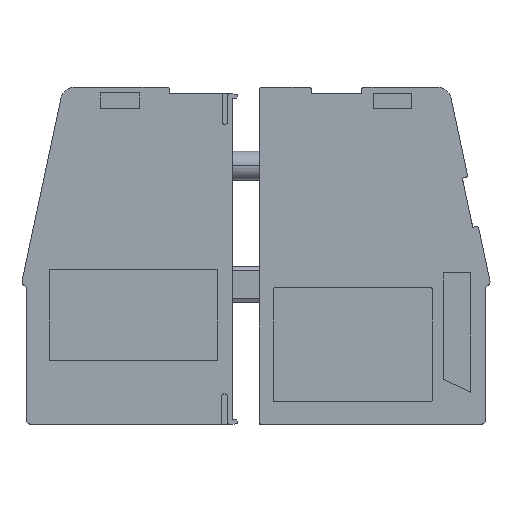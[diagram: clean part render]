
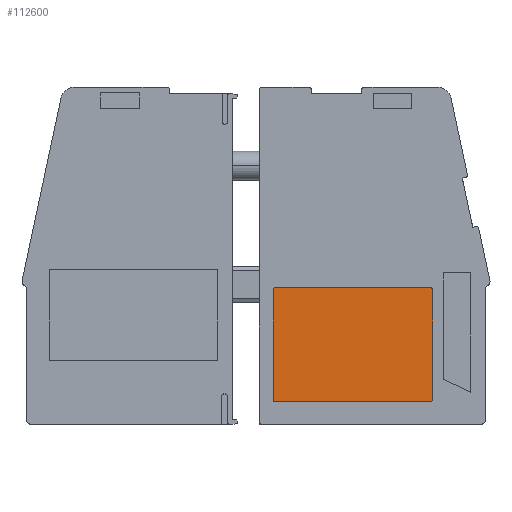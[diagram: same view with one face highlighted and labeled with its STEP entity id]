
A CAD part, left-side view. The second image highlights one B-rep face of the part: STEP entity #112600.
In plain terms, the highlighted face is planar.
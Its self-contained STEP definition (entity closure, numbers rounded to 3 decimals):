
#91140=CARTESIAN_POINT('',(-46.5,-5.5,-1.47));
#91150=VERTEX_POINT('',#91140);
#91180=CARTESIAN_POINT('',(-46.,-5.5,-1.47));
#91190=DIRECTION('',(0.,0.,1.));
#91200=DIRECTION('',(1.,0.,0.));
#91210=AXIS2_PLACEMENT_3D('',#91180,#91190,#91200);
#91220=CIRCLE('',#91210,0.5);
#91230=CARTESIAN_POINT('',(-46.,-5.,-1.47));
#91240=VERTEX_POINT('',#91230);
#91250=EDGE_CURVE('',#91240,#91150,#91220,.T.);
#94830=CARTESIAN_POINT('',(-12.,-5.5,-1.47));
#94840=DIRECTION('',(0.,0.,-1.));
#94850=DIRECTION('',(-1.,0.,0.));
#94860=AXIS2_PLACEMENT_3D('',#94830,#94840,#94850);
#94870=CIRCLE('',#94860,0.5);
#94880=CARTESIAN_POINT('',(-12.,-5.,-1.47));
#94890=VERTEX_POINT('',#94880);
#94900=CARTESIAN_POINT('',(-11.5,-5.5,-1.47));
#94910=VERTEX_POINT('',#94900);
#94920=EDGE_CURVE('',#94890,#94910,#94870,.T.);
#104120=CARTESIAN_POINT('',(-11.5,-5.,-1.47));
#104130=DIRECTION('',(-1.,0.,0.));
#104140=VECTOR('',#104130,1.);
#104150=LINE('',#104120,#104140);
#104160=EDGE_CURVE('',#94890,#91240,#104150,.T.);
#109950=CARTESIAN_POINT('',(-12.,-30.,-1.47));
#109960=VERTEX_POINT('',#109950);
#109990=CARTESIAN_POINT('',(-46.5,-30.,-1.47));
#110000=DIRECTION('',(1.,0.,0.));
#110010=VECTOR('',#110000,1.);
#110020=LINE('',#109990,#110010);
#110030=CARTESIAN_POINT('',(-46.,-30.,-1.47));
#110040=VERTEX_POINT('',#110030);
#110050=EDGE_CURVE('',#110040,#109960,#110020,.T.);
#110280=CARTESIAN_POINT('',(-46.,-29.5,-1.47));
#110290=DIRECTION('',(0.,0.,-1.));
#110300=DIRECTION('',(-1.,0.,0.));
#110310=AXIS2_PLACEMENT_3D('',#110280,#110290,#110300);
#110320=CIRCLE('',#110310,0.5);
#110330=CARTESIAN_POINT('',(-46.5,-29.5,-1.47));
#110340=VERTEX_POINT('',#110330);
#110350=EDGE_CURVE('',#110040,#110340,#110320,.T.);
#112270=CARTESIAN_POINT('',(-24.823,-36.95,-1.47));
#112280=DIRECTION('',(0.,0.,-1.));
#112290=DIRECTION('',(1.,0.,0.));
#112300=AXIS2_PLACEMENT_3D('',#112270,#112280,#112290);
#112310=PLANE('',#112300);
#112320=ORIENTED_EDGE('',*,*,#91250,.F.);
#112330=CARTESIAN_POINT('',(-46.5,-5.,-1.47));
#112340=DIRECTION('',(0.,-1.,0.));
#112350=VECTOR('',#112340,1.);
#112360=LINE('',#112330,#112350);
#112370=EDGE_CURVE('',#91150,#110340,#112360,.T.);
#112380=ORIENTED_EDGE('',*,*,#112370,.F.);
#112390=ORIENTED_EDGE('',*,*,#110350,.T.);
#112400=ORIENTED_EDGE('',*,*,#110050,.F.);
#112410=CARTESIAN_POINT('',(-12.,-29.5,-1.47));
#112420=DIRECTION('',(0.,0.,-1.));
#112430=DIRECTION('',(-1.,0.,0.));
#112440=AXIS2_PLACEMENT_3D('',#112410,#112420,#112430);
#112450=CIRCLE('',#112440,0.5);
#112460=CARTESIAN_POINT('',(-11.5,-29.5,-1.47));
#112470=VERTEX_POINT('',#112460);
#112480=EDGE_CURVE('',#112470,#109960,#112450,.T.);
#112490=ORIENTED_EDGE('',*,*,#112480,.T.);
#112500=CARTESIAN_POINT('',(-11.5,-30.,-1.47));
#112510=DIRECTION('',(0.,1.,0.));
#112520=VECTOR('',#112510,1.);
#112530=LINE('',#112500,#112520);
#112540=EDGE_CURVE('',#112470,#94910,#112530,.T.);
#112550=ORIENTED_EDGE('',*,*,#112540,.F.);
#112560=ORIENTED_EDGE('',*,*,#94920,.T.);
#112570=ORIENTED_EDGE('',*,*,#104160,.F.);
#112580=EDGE_LOOP('',(#112570,#112560,#112550,#112490,#112400,#112390,
#112380,#112320));
#112590=FACE_OUTER_BOUND('',#112580,.T.);
#112600=ADVANCED_FACE('',(#112590),#112310,.T.);
